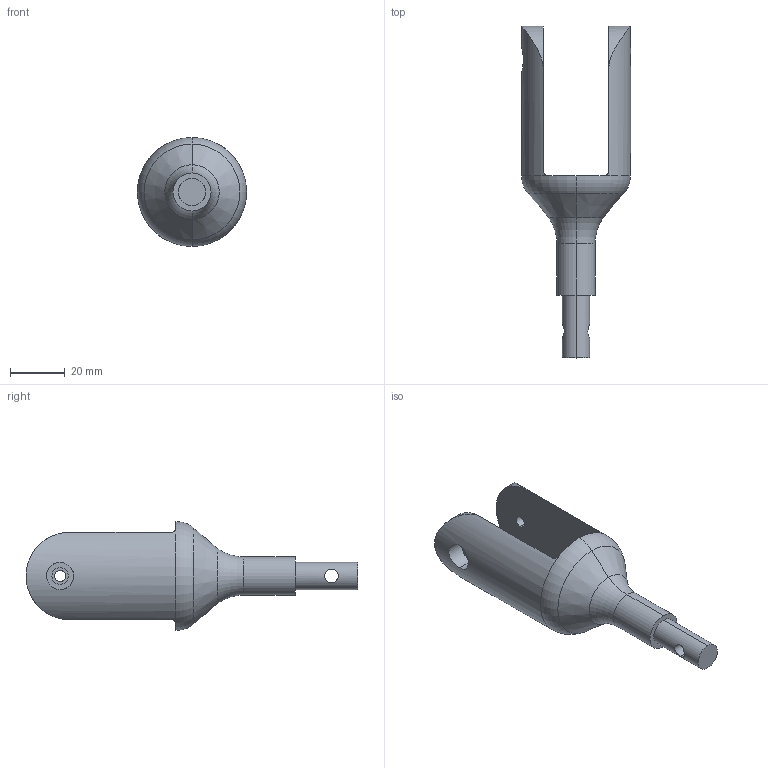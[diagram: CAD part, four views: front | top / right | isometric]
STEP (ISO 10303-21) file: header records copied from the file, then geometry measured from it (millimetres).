
FILE_DESCRIPTION (( 'STEP AP203' ), '1' );
FILE_NAME ('Rotule + Chappe V2.STEP', '2020-06-17T15:45:59', ( '' ), ( '' ), 'SwSTEP 2.0', 'SolidWorks 2016', '' );
FILE_SCHEMA (( 'CONFIG_CONTROL_DESIGN' ));
Length unit declared in the file: millimetre
Products named in the file (1): Rotule + Chappe V2
Bounding box: 40 x 121.8 x 40 mm (x, y, z)
Volume: 37494.9 mm3; surface area: 13032.9 mm2
Topology: 1 solids, 1 shells, 34 faces, 78 edges, 47 vertices
Faces by surface type: cylinder 20, plane 6, cone 4, torus 4
Entity records: 1421 total; most frequent: CARTESIAN_POINT 570, DIRECTION 168, ORIENTED_EDGE 152, EDGE_CURVE 76, AXIS2_PLACEMENT_3D 71, VERTEX_POINT 47, EDGE_LOOP 43, CIRCLE 36
